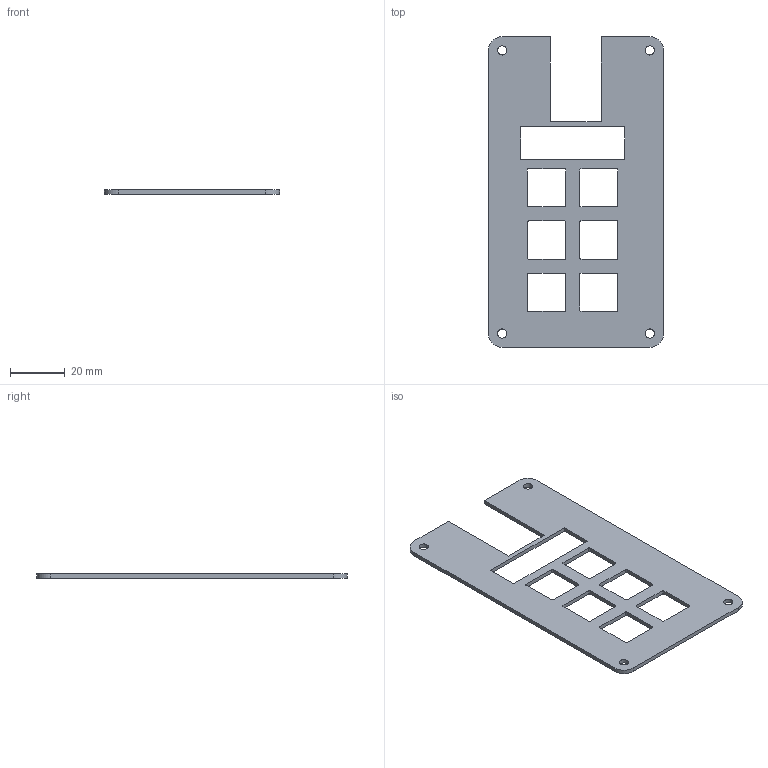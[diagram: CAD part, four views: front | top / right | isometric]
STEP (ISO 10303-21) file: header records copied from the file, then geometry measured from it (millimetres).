
FILE_DESCRIPTION(/* description */ (''),/* implementation_level */ '2;1');
FILE_NAME(/* name */ 'TopCase.step',/* time_stamp */ '2025-11-28T23:41:50-05:00',/* author */ (''),/* organization */ (''),/* preprocessor_version */ 'ST-DEVELOPER v20.1',/* originating_system */ 'Autodesk Translation Framework v14.21.0.0',/* authorisation */ '');
FILE_SCHEMA (('AUTOMOTIVE_DESIGN { 1 0 10303 214 3 1 1 }'));
Length unit declared in the file: millimetre
Products named in the file (2): TopCase; SlowPadT
Assembly tree (1 placements, depth 2):
  TopCase
    SlowPadT
Bounding box: 63.88 x 113.3 x 1.5 mm (x, y, z)
Volume: 7462.1 mm3; surface area: 11288.8 mm2
Topology: 1 solids, 1 shells, 377 faces, 1077 edges, 718 vertices
Faces by surface type: bspline 225, plane 120, cylinder 32
Full cylindrical faces by diameter (mm): 3.4 x4
Entity records: 14442 total; most frequent: CARTESIAN_POINT 6000, ORIENTED_EDGE 2154, EDGE_CURVE 1077, DIRECTION 1001, VERTEX_POINT 718, LINE 563, VECTOR 563, B_SPLINE_CURVE_WITH_KNOTS 450
